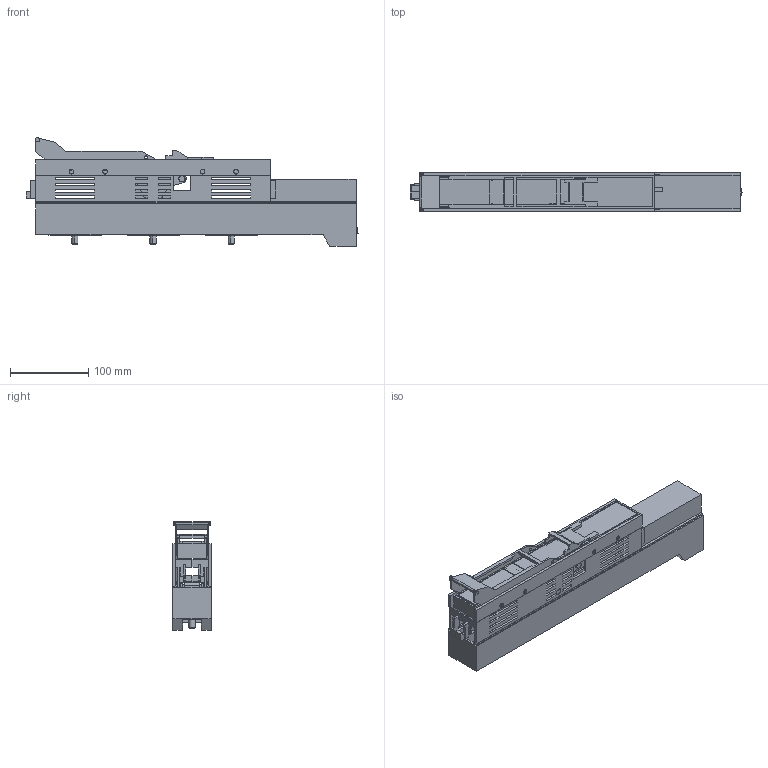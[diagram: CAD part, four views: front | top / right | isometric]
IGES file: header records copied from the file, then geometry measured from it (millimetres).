
Start section: START RECORD GO HERE
Global section: file name: SL00_3X3_100_IGS                                                 FIGES; native system: IBM CATIA IGES - CATIA SOLUTIONS V4RELEASE 2.4 REFRESH 02; preprocessor: CATIA SOLUTIONS V4RELEASE 2.4 REFRESH 02; organization: DASSAULT SYSTEMES; date: 021220.104322; units: millimetre
Bounding box: 424.5 x 49.6 x 139.03 mm (x, y, z)
Surface area: 397851.7 mm2 (no closed solid volume)
Topology: 0 solids, 0 shells, 952 faces, 5605 edges, 5605 vertices
Faces by surface type: extrusion 743, revolution 209
